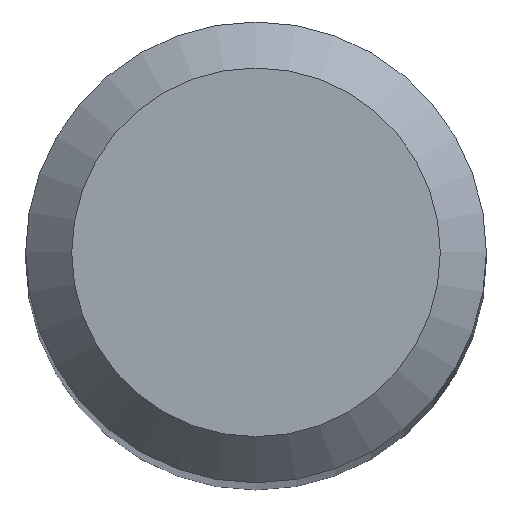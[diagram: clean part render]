
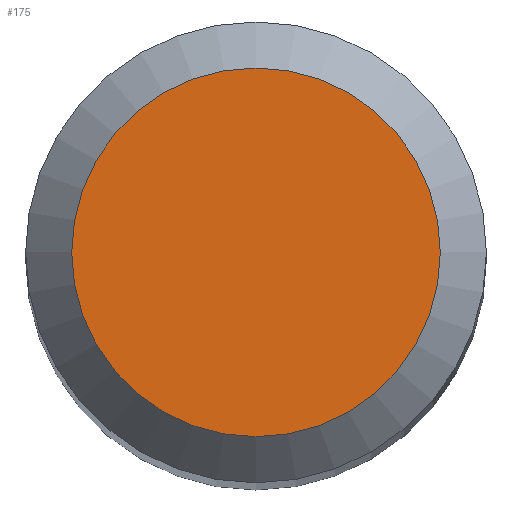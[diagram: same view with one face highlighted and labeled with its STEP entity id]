
A CAD part, top view. The second image highlights one B-rep face of the part: STEP entity #175.
In plain terms, the highlighted planar face has unit normal (0, 0, 1).
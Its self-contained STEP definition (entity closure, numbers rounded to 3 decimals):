
#2 = DIRECTION ( 'NONE',  ( 0., 1., 0. ) ) ;
#38 = DIRECTION ( 'NONE',  ( 0., 1., 0. ) ) ;
#52 = ORIENTED_EDGE ( 'NONE', *, *, #151, .F. ) ;
#60 = CARTESIAN_POINT ( 'NONE',  ( 0., 0., 38. ) ) ;
#66 = CARTESIAN_POINT ( 'NONE',  ( 0., 1.2, 38. ) ) ;
#69 = EDGE_LOOP ( 'NONE', ( #52 ) ) ;
#70 = AXIS2_PLACEMENT_3D ( 'NONE', #207, #73, #38 ) ;
#73 = DIRECTION ( 'NONE',  ( 0., 0., -1. ) ) ;
#78 = FACE_OUTER_BOUND ( 'NONE', #69, .T. ) ;
#79 = AXIS2_PLACEMENT_3D ( 'NONE', #60, #128, #2 ) ;
#97 = VERTEX_POINT ( 'NONE', #66 ) ;
#99 = CIRCLE ( 'NONE', #70, 1.2 ) ;
#128 = DIRECTION ( 'NONE',  ( 0., 0., -1. ) ) ;
#151 = EDGE_CURVE ( 'NONE', #97, #97, #99, .T. ) ;
#163 = PLANE ( 'NONE',  #79 ) ;
#175 = ADVANCED_FACE ( 'NONE', ( #78 ), #163, .F. ) ;
#207 = CARTESIAN_POINT ( 'NONE',  ( 0., 0., 38. ) ) ;
